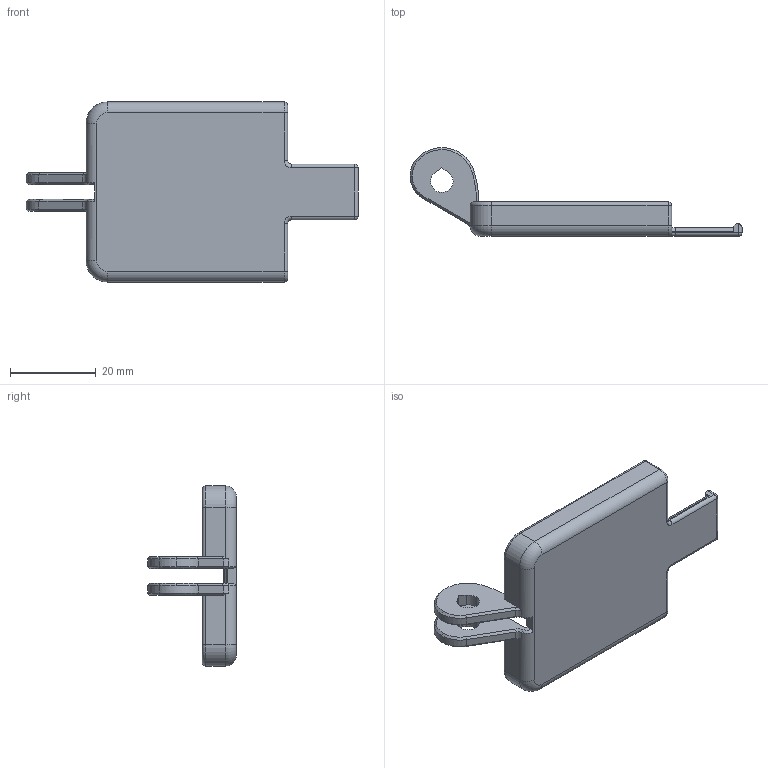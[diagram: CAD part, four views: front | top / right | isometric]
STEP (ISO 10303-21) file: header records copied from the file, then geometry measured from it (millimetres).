
FILE_DESCRIPTION (( 'STEP AP214' ), '1' );
FILE_NAME ('Chesty Mount.STEP', '2025-08-03T16:57:43', ( '' ), ( '' ), 'MPSTEP 2.0', 'Macroplastics Offline CAD Suite', '' );
FILE_SCHEMA (( 'UwU' ));
Length unit declared in the file: millimetre
Products named in the file (1): Chesty Mount
Bounding box: 77.41 x 20.7 x 42 mm (x, y, z)
Volume: 7441.7 mm3; surface area: 7102.6 mm2
Topology: 1 solids, 1 shells, 149 faces, 376 edges, 221 vertices
Faces by surface type: cylinder 49, plane 42, bspline 22, cone 20, torus 10, sphere 6
Entity records: 5891 total; most frequent: CARTESIAN_POINT 2457, ORIENTED_EDGE 736, DIRECTION 697, EDGE_CURVE 368, AXIS2_PLACEMENT_3D 262, VERTEX_POINT 221, VECTOR 173, LINE 173
